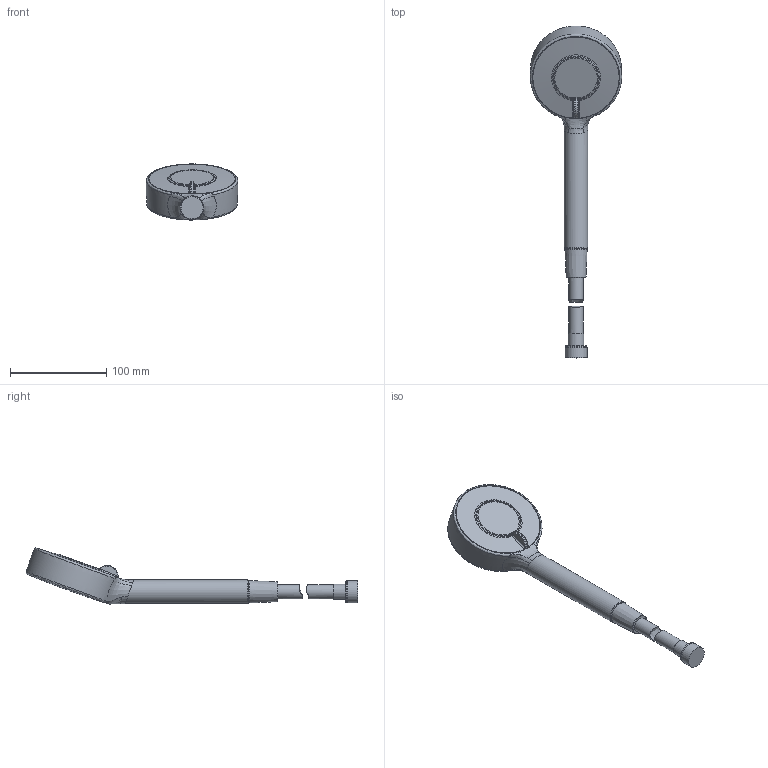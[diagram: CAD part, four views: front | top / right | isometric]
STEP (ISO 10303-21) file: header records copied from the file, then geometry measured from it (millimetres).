
FILE_DESCRIPTION (( 'STEP AP203' ), '1' );
FILE_NAME ('534(2016)+44680133.STEP', '2017-03-09T05:55:03', ( '' ), ( '' ), 'SwSTEP 2.0', 'SolidWorks 2016', '' );
FILE_SCHEMA (( 'CONFIG_CONTROL_DESIGN' ));
Length unit declared in the file: millimetre
Products named in the file (1): 534(2016)+44680133
Bounding box: 94.98 x 345.57 x 58.4 mm (x, y, z)
Volume: 309692.4 mm3; surface area: 40012.6 mm2
Topology: 2 solids, 2 shells, 69 faces, 171 edges, 112 vertices
Faces by surface type: bspline 43, cylinder 9, plane 8, torus 6, cone 2, sphere 1
Full cylindrical faces by diameter (mm): 15 x2, 16.1 x1, 21 x1, 22.6 x1, 22.95 x1, 90 x1
Entity records: 9472 total; most frequent: CARTESIAN_POINT 8236, ORIENTED_EDGE 298, EDGE_CURVE 149, B_SPLINE_CURVE_WITH_KNOTS 115, DIRECTION 112, VERTEX_POINT 104, EDGE_LOOP 87, FACE_OUTER_BOUND 79
